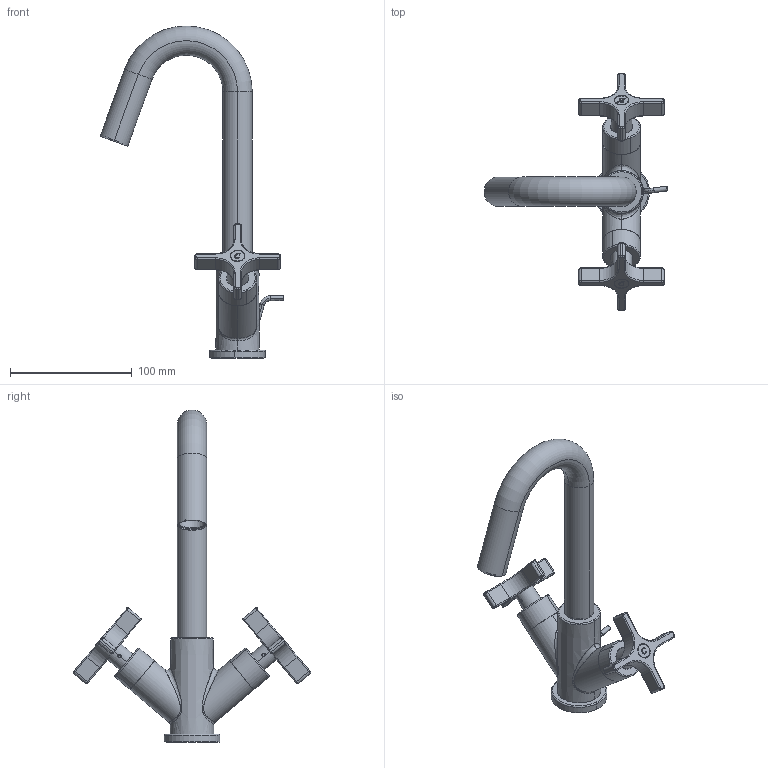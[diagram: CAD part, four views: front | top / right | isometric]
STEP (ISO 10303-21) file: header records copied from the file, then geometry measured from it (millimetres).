
FILE_DESCRIPTION(('CATIA V5 STEP Exchange','CAx-IF Rec.Pracs.--- Model Styling and Organization---1.5--- 2016-08-15','CAx-IF Rec.Pracs.---Supplemental Geometry---1.0---2011-11-01','CAx-IF Rec.Pracs.--- Composite Materials ---3.4---2017-06-13','CAx-IF Rec.Pracs.---Tessellated 3D Geometry---1.0---2015-12-17'),'2;1');
FILE_NAME('GS000510.stp','2023-02-03T13:45:46+00:00',('none'),('none'),'CATIA Version 5-6 Release 2020 SP2','CATIA V5 STEP AP242 v2','none');
FILE_SCHEMA(('AP242_MANAGED_MODEL_BASED_3D_ENGINEERING_MIM_LF {1 0 10303 442 1 1 4}'));
Length unit declared in the file: millimetre
Products named in the file (1): GS00051_AllCATPart
Bounding box: 150.66 x 194.81 x 272.3 mm (x, y, z)
Volume: 82651.5 mm3; surface area: 86039.8 mm2
Topology: 12 solids, 41 shells, 729 faces, 2007 edges, 1350 vertices
Faces by surface type: plane 397, cylinder 195, cone 66, torus 65, bspline 4, extrusion 2
Entity records: 26300 total; most frequent: CARTESIAN_POINT 8221, ORIENTED_EDGE 3831, DIRECTION 3041, EDGE_CURVE 2001, VERTEX_POINT 1350, VECTOR 1301, LINE 1299, AXIS2_PLACEMENT_3D 1141
